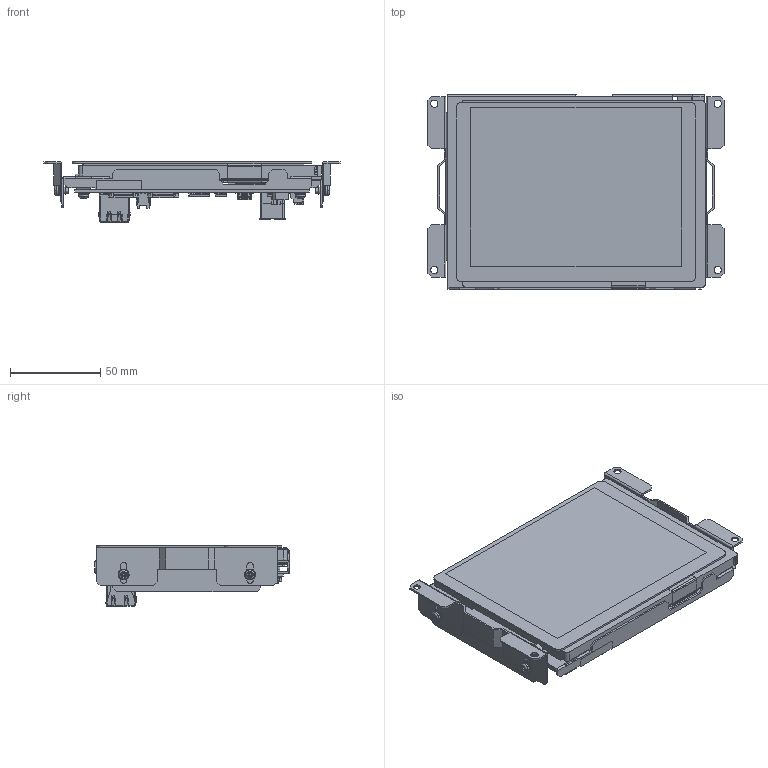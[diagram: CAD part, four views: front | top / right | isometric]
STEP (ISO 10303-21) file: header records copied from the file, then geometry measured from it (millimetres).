
FILE_DESCRIPTION(/* description */ (''),/* implementation_level */ '2;1');
FILE_NAME(/* name */ '',/* time_stamp */ '2024-02-16T13:46:24+09:00',/* author */ (''),/* organization */ (''),/* preprocessor_version */ 'ST-DEVELOPER v18.1',/* originating_system */ 'Autodesk Inventor 2020',/* authorisation */ '');
FILE_SCHEMA (('AUTOMOTIVE_DESIGN { 1 0 10303 214 3 1 1 }'));
Products named in the file (1): EMG8-205A7-0005-107
Bounding box: 164 x 107.71 x 33.41 mm (x, y, z)
Volume: 161070.9 mm3; surface area: 141255.4 mm2
Topology: 1 solids, 9 shells, 8158 faces, 23334 edges, 15135 vertices
Faces by surface type: plane 6405, cylinder 1587, bspline 74, sphere 40, torus 32, cone 20
Full cylindrical faces by diameter (mm): 0.5 x2, 1.2 x3, 1.328 x1, 2.459 x2, 3.5 x4, 3.6 x4, 4 x10, 4.5 x2, 4.52 x2, 6 x2, 7 x1, 8 x4
Entity records: 267696 total; most frequent: CARTESIAN_POINT 51772, ORIENTED_EDGE 46652, DIRECTION 42665, EDGE_CURVE 23326, LINE 19489, VECTOR 19489, VERTEX_POINT 15135, AXIS2_PLACEMENT_3D 11588
